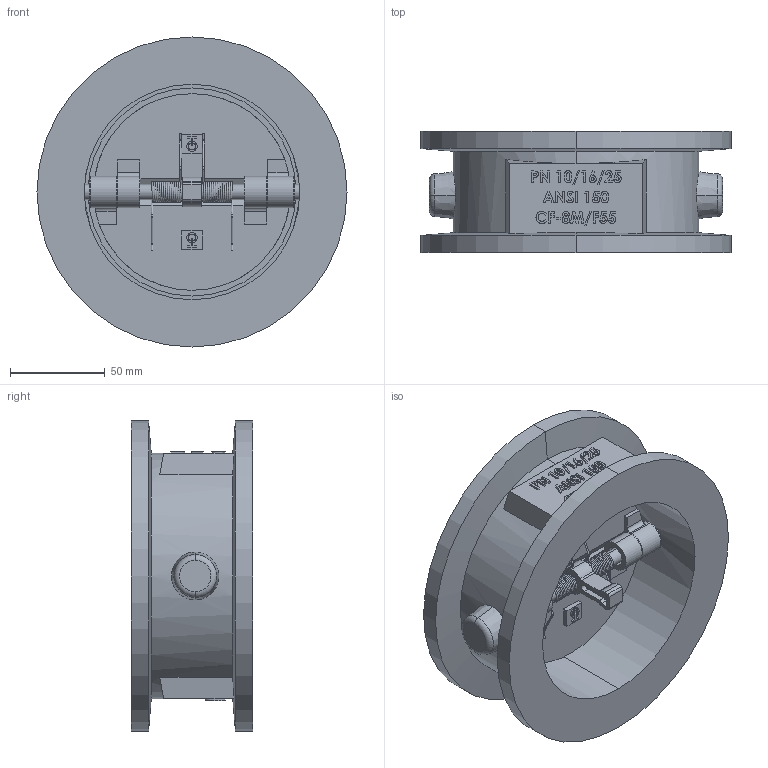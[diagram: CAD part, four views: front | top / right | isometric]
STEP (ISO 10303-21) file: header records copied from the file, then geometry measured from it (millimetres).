
FILE_DESCRIPTION (( 'STEP AP203' ), '1' );
FILE_NAME ('2.D3IIIIV.DN100.STEP', '2017-05-18T14:55:31', ( '' ), ( '' ), 'SwSTEP 2.0', 'SolidWorks 2017', '' );
FILE_SCHEMA (( 'CONFIG_CONTROL_DESIGN' ));
Length unit declared in the file: millimetre
Products named in the file (1): 2.D3IIIIV.DN100
Bounding box: 164 x 64 x 164 mm (x, y, z)
Volume: 573497.5 mm3; surface area: 151622.1 mm2
Topology: 13 solids, 13 shells, 1037 faces, 2685 edges, 1747 vertices
Faces by surface type: plane 520, bspline 315, cylinder 154, torus 30, cone 10, sphere 8
Entity records: 55098 total; most frequent: CARTESIAN_POINT 31634, ORIENTED_EDGE 5354, DIRECTION 3882, EDGE_CURVE 2677, VERTEX_POINT 1747, VECTOR 1602, LINE 1602, EDGE_LOOP 1156
